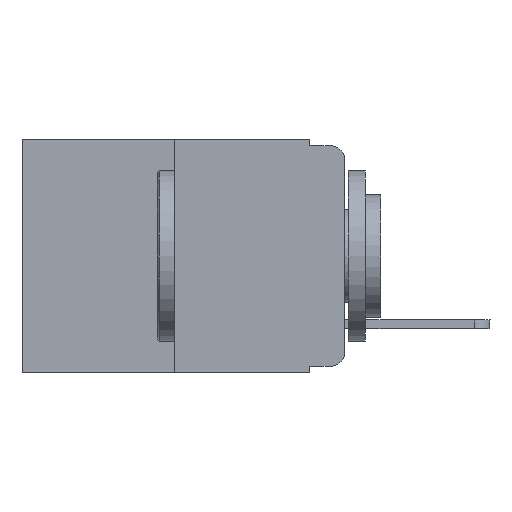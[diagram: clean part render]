
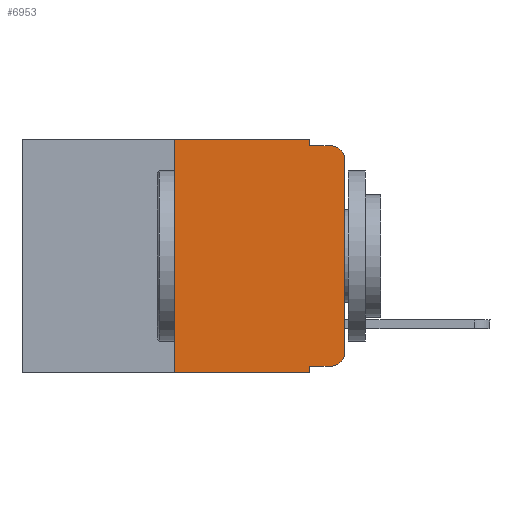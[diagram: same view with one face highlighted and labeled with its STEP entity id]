
A CAD part, left-side view. The second image highlights one B-rep face of the part: STEP entity #6953.
In plain terms, the highlighted planar face has unit normal (-1, 0, 0).
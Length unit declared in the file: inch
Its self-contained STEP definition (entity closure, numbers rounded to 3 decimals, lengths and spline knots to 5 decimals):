
#384 = DIRECTION ( 'NONE',  ( 0., 0., -1. ) ) ;
#417 = EDGE_CURVE ( 'NONE', #16673, #14654, #17971, .T. ) ;
#676 = CARTESIAN_POINT ( 'NONE',  ( 0., 0.051, -0.333 ) ) ;
#1097 = LINE ( 'NONE', #12303, #3084 ) ;
#1152 = CARTESIAN_POINT ( 'NONE',  ( 0., 0.473, 0. ) ) ;
#1321 = VECTOR ( 'NONE', #20847, 39.37008 ) ;
#1662 = VECTOR ( 'NONE', #12784, 39.37008 ) ;
#1997 = LINE ( 'NONE', #13701, #8498 ) ;
#2481 = AXIS2_PLACEMENT_3D ( 'NONE', #3948, #11787, #24456 ) ;
#2752 = CARTESIAN_POINT ( 'NONE',  ( 0., 0.051, -0.01 ) ) ;
#2807 = ORIENTED_EDGE ( 'NONE', *, *, #417, .F. ) ;
#2826 = DIRECTION ( 'NONE',  ( 0., -1., 0. ) ) ;
#3084 = VECTOR ( 'NONE', #2826, 39.37008 ) ;
#3262 = EDGE_CURVE ( 'NONE', #16673, #21187, #1097, .T. ) ;
#3509 = CARTESIAN_POINT ( 'NONE',  ( 0., 0.051, -0.343 ) ) ;
#3656 = AXIS2_PLACEMENT_3D ( 'NONE', #1152, #16463, #18412 ) ;
#3948 = CARTESIAN_POINT ( 'NONE',  ( 0., 0.02, -0.313 ) ) ;
#4054 = VERTEX_POINT ( 'NONE', #676 ) ;
#4091 = EDGE_CURVE ( 'NONE', #4054, #17956, #23524, .T. ) ;
#4169 = DIRECTION ( 'NONE',  ( 0., -1., 0. ) ) ;
#5048 = DIRECTION ( 'NONE',  ( 0., 0., 1. ) ) ;
#5483 = DIRECTION ( 'NONE',  ( 0., 0., -1. ) ) ;
#5668 = LINE ( 'NONE', #18854, #1321 ) ;
#6251 = CARTESIAN_POINT ( 'NONE',  ( 0., 0.25, -0.343 ) ) ;
#6613 = ORIENTED_EDGE ( 'NONE', *, *, #14432, .T. ) ;
#6663 = CARTESIAN_POINT ( 'NONE',  ( 0., 0.25, 0. ) ) ;
#6774 = CARTESIAN_POINT ( 'NONE',  ( 0., 0.02, -0.333 ) ) ;
#6953 = ADVANCED_FACE ( 'NONE', ( #14356 ), #10833, .F. ) ;
#7057 = ORIENTED_EDGE ( 'NONE', *, *, #23173, .F. ) ;
#7166 = ORIENTED_EDGE ( 'NONE', *, *, #4091, .T. ) ;
#7172 = LINE ( 'NONE', #7283, #7395 ) ;
#7283 = CARTESIAN_POINT ( 'NONE',  ( 0., 0., 0. ) ) ;
#7395 = VECTOR ( 'NONE', #16524, 39.37008 ) ;
#7999 = DIRECTION ( 'NONE',  ( 0., -1., 0. ) ) ;
#8178 = CARTESIAN_POINT ( 'NONE',  ( 0., 0.25, 0. ) ) ;
#8498 = VECTOR ( 'NONE', #384, 39.37008 ) ;
#9068 = ORIENTED_EDGE ( 'NONE', *, *, #21906, .T. ) ;
#10642 = VERTEX_POINT ( 'NONE', #2752 ) ;
#10833 = PLANE ( 'NONE',  #3656 ) ;
#11084 = CARTESIAN_POINT ( 'NONE',  ( 0., 0.02, -0.03 ) ) ;
#11497 = EDGE_LOOP ( 'NONE', ( #24329, #9068, #21362, #7057, #22268, #2807, #22825, #20112, #7166, #6613 ) ) ;
#11787 = DIRECTION ( 'NONE',  ( -1., 0., 0. ) ) ;
#11980 = CARTESIAN_POINT ( 'NONE',  ( 0., 0.051, -0.333 ) ) ;
#12090 = CIRCLE ( 'NONE', #24365, 0.02 ) ;
#12303 = CARTESIAN_POINT ( 'NONE',  ( 0., 0.473, -0.343 ) ) ;
#12784 = DIRECTION ( 'NONE',  ( 0., -1., 0. ) ) ;
#12958 = EDGE_CURVE ( 'NONE', #20956, #20332, #7172, .T. ) ;
#13701 = CARTESIAN_POINT ( 'NONE',  ( 0., 0.051, 0. ) ) ;
#14232 = EDGE_CURVE ( 'NONE', #14654, #15084, #23394, .T. ) ;
#14356 = FACE_OUTER_BOUND ( 'NONE', #11497, .T. ) ;
#14432 = EDGE_CURVE ( 'NONE', #17956, #20956, #18365, .T. ) ;
#14654 = VERTEX_POINT ( 'NONE', #8178 ) ;
#15084 = VERTEX_POINT ( 'NONE', #21818 ) ;
#15467 = VERTEX_POINT ( 'NONE', #19291 ) ;
#15683 = VECTOR ( 'NONE', #4169, 39.37008 ) ;
#16015 = CARTESIAN_POINT ( 'NONE',  ( 0., 0.051, -0.01 ) ) ;
#16463 = DIRECTION ( 'NONE',  ( 1., 0., 0. ) ) ;
#16524 = DIRECTION ( 'NONE',  ( 0., 0., 1. ) ) ;
#16673 = VERTEX_POINT ( 'NONE', #6251 ) ;
#17602 = LINE ( 'NONE', #16015, #15683 ) ;
#17876 = EDGE_CURVE ( 'NONE', #10642, #15467, #17602, .T. ) ;
#17956 = VERTEX_POINT ( 'NONE', #6774 ) ;
#17971 = LINE ( 'NONE', #6663, #18881 ) ;
#18365 = CIRCLE ( 'NONE', #2481, 0.02 ) ;
#18412 = DIRECTION ( 'NONE',  ( 0., 0., -1. ) ) ;
#18666 = DIRECTION ( 'NONE',  ( -1., 0., 0. ) ) ;
#18732 = CARTESIAN_POINT ( 'NONE',  ( 0., 0.473, 0. ) ) ;
#18854 = CARTESIAN_POINT ( 'NONE',  ( 0., 0.051, 0. ) ) ;
#18881 = VECTOR ( 'NONE', #5048, 39.37008 ) ;
#19291 = CARTESIAN_POINT ( 'NONE',  ( 0., 0.02, -0.01 ) ) ;
#20112 = ORIENTED_EDGE ( 'NONE', *, *, #20826, .F. ) ;
#20332 = VERTEX_POINT ( 'NONE', #24478 ) ;
#20826 = EDGE_CURVE ( 'NONE', #4054, #21187, #5668, .T. ) ;
#20847 = DIRECTION ( 'NONE',  ( 0., 0., -1. ) ) ;
#20956 = VERTEX_POINT ( 'NONE', #21231 ) ;
#21187 = VERTEX_POINT ( 'NONE', #3509 ) ;
#21231 = CARTESIAN_POINT ( 'NONE',  ( 0., 0., -0.313 ) ) ;
#21362 = ORIENTED_EDGE ( 'NONE', *, *, #17876, .F. ) ;
#21800 = VECTOR ( 'NONE', #7999, 39.37008 ) ;
#21818 = CARTESIAN_POINT ( 'NONE',  ( 0., 0.051, 0. ) ) ;
#21906 = EDGE_CURVE ( 'NONE', #20332, #15467, #12090, .T. ) ;
#22268 = ORIENTED_EDGE ( 'NONE', *, *, #14232, .F. ) ;
#22825 = ORIENTED_EDGE ( 'NONE', *, *, #3262, .T. ) ;
#23173 = EDGE_CURVE ( 'NONE', #15084, #10642, #1997, .T. ) ;
#23394 = LINE ( 'NONE', #18732, #1662 ) ;
#23524 = LINE ( 'NONE', #11980, #21800 ) ;
#24329 = ORIENTED_EDGE ( 'NONE', *, *, #12958, .T. ) ;
#24365 = AXIS2_PLACEMENT_3D ( 'NONE', #11084, #18666, #5483 ) ;
#24456 = DIRECTION ( 'NONE',  ( 0., 0., -1. ) ) ;
#24478 = CARTESIAN_POINT ( 'NONE',  ( 0., 0., -0.03 ) ) ;
